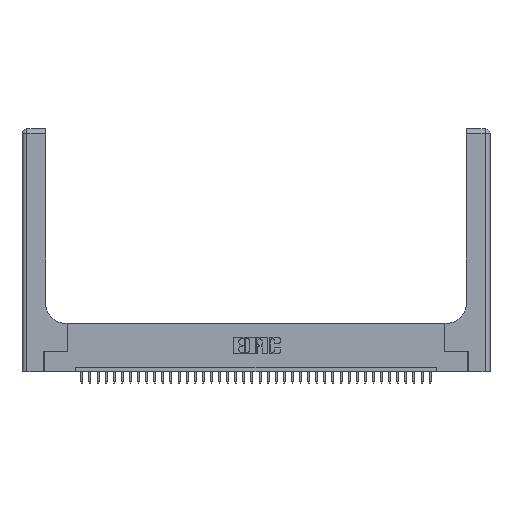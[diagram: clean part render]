
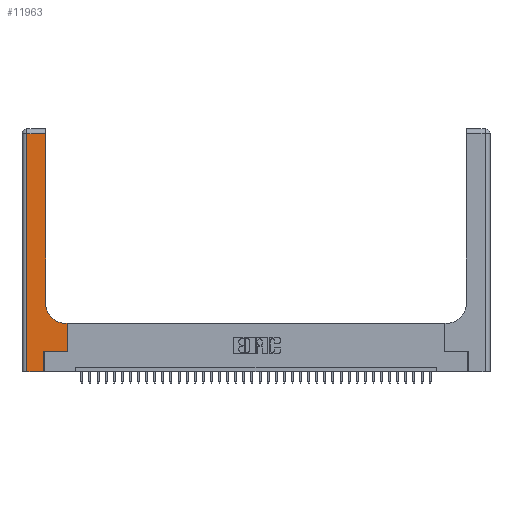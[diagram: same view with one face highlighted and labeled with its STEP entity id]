
A CAD part, top view. The second image highlights one B-rep face of the part: STEP entity #11963.
In plain terms, the highlighted planar face has unit normal (0, 0, 1).
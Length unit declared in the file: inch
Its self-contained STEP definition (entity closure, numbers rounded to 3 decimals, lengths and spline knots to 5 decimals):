
#353 = ORIENTED_EDGE ( 'NONE', *, *, #31862, .T. ) ;
#1069 = LINE ( 'NONE', #11754, #2427 ) ;
#1112 = ORIENTED_EDGE ( 'NONE', *, *, #32679, .T. ) ;
#1181 = VECTOR ( 'NONE', #8384, 39.37008 ) ;
#1376 = DIRECTION ( 'NONE',  ( 0., 1., 0. ) ) ;
#1925 = EDGE_CURVE ( 'NONE', #20606, #21967, #31662, .T. ) ;
#2372 = AXIS2_PLACEMENT_3D ( 'NONE', #21357, #6727, #30454 ) ;
#2427 = VECTOR ( 'NONE', #26020, 39.37008 ) ;
#2429 = EDGE_CURVE ( 'NONE', #21948, #22482, #34349, .T. ) ;
#2878 = CARTESIAN_POINT ( 'NONE',  ( 0.269, 0., 0.37 ) ) ;
#3619 = VECTOR ( 'NONE', #4175, 39.37008 ) ;
#4173 = ORIENTED_EDGE ( 'NONE', *, *, #31715, .T. ) ;
#4175 = DIRECTION ( 'NONE',  ( 0., 1., 0. ) ) ;
#4460 = CARTESIAN_POINT ( 'NONE',  ( 0.269, 0., 0.37 ) ) ;
#4896 = CARTESIAN_POINT ( 'NONE',  ( 0.06, 2.94, 0.37 ) ) ;
#5155 = DIRECTION ( 'NONE',  ( 0., 0., -1. ) ) ;
#5910 = VECTOR ( 'NONE', #22276, 39.37008 ) ;
#6085 = DIRECTION ( 'NONE',  ( 0., -1., 0. ) ) ;
#6346 = CARTESIAN_POINT ( 'NONE',  ( 0.06, 0., 0.37 ) ) ;
#6727 = DIRECTION ( 'NONE',  ( 0., 0., -1. ) ) ;
#8384 = DIRECTION ( 'NONE',  ( 0., 1., 0. ) ) ;
#9612 = ORIENTED_EDGE ( 'NONE', *, *, #36426, .T. ) ;
#10147 = LINE ( 'NONE', #14419, #33106 ) ;
#10413 = CARTESIAN_POINT ( 'NONE',  ( 0.2915, 0.6, 0.37 ) ) ;
#10680 = CARTESIAN_POINT ( 'NONE',  ( 0.5585, 0.6, 0.37 ) ) ;
#10972 = CARTESIAN_POINT ( 'NONE',  ( 0., 2.94, 0.37 ) ) ;
#11055 = DIRECTION ( 'NONE',  ( 1., 0., 0. ) ) ;
#11422 = ORIENTED_EDGE ( 'NONE', *, *, #37788, .T. ) ;
#11434 = EDGE_LOOP ( 'NONE', ( #9612, #353, #16359, #11422, #36254, #23986, #4173, #23899, #1112 ) ) ;
#11754 = CARTESIAN_POINT ( 'NONE',  ( 0., 0., 0.37 ) ) ;
#11963 = ADVANCED_FACE ( 'NONE', ( #15296 ), #18410, .F. ) ;
#13162 = CARTESIAN_POINT ( 'NONE',  ( 0.5585, 0.25, 0.37 ) ) ;
#13245 = VERTEX_POINT ( 'NONE', #26983 ) ;
#14419 = CARTESIAN_POINT ( 'NONE',  ( 0.06, 3., 0.37 ) ) ;
#14510 = CARTESIAN_POINT ( 'NONE',  ( 0.269, 0.25, 0.37 ) ) ;
#14803 = VERTEX_POINT ( 'NONE', #30585 ) ;
#15296 = FACE_OUTER_BOUND ( 'NONE', #11434, .T. ) ;
#16331 = CARTESIAN_POINT ( 'NONE',  ( 0.269, 0.25, 0.37 ) ) ;
#16359 = ORIENTED_EDGE ( 'NONE', *, *, #20315, .T. ) ;
#17064 = CARTESIAN_POINT ( 'NONE',  ( 0.5585, 0.25, 0.37 ) ) ;
#17789 = CARTESIAN_POINT ( 'NONE',  ( 0.5415, 0.6, 0.37 ) ) ;
#18410 = PLANE ( 'NONE',  #2372 ) ;
#18435 = CIRCLE ( 'NONE', #31780, 0.25 ) ;
#20315 = EDGE_CURVE ( 'NONE', #34282, #30472, #10147, .T. ) ;
#20591 = EDGE_CURVE ( 'NONE', #22482, #37108, #34915, .T. ) ;
#20606 = VERTEX_POINT ( 'NONE', #10680 ) ;
#21357 = CARTESIAN_POINT ( 'NONE',  ( 0., 3., 0.37 ) ) ;
#21418 = LINE ( 'NONE', #31971, #1181 ) ;
#21839 = DIRECTION ( 'NONE',  ( -1., 0., 0. ) ) ;
#21948 = VERTEX_POINT ( 'NONE', #2878 ) ;
#21967 = VERTEX_POINT ( 'NONE', #17789 ) ;
#21990 = LINE ( 'NONE', #10972, #5910 ) ;
#22276 = DIRECTION ( 'NONE',  ( -1., 0., 0. ) ) ;
#22482 = VERTEX_POINT ( 'NONE', #14510 ) ;
#22947 = VECTOR ( 'NONE', #21839, 39.37008 ) ;
#23899 = ORIENTED_EDGE ( 'NONE', *, *, #1925, .T. ) ;
#23986 = ORIENTED_EDGE ( 'NONE', *, *, #20591, .T. ) ;
#26020 = DIRECTION ( 'NONE',  ( 1., 0., 0. ) ) ;
#26983 = CARTESIAN_POINT ( 'NONE',  ( 0.2915, 0.85, 0.37 ) ) ;
#28386 = DIRECTION ( 'NONE',  ( 1., 0., 0. ) ) ;
#30454 = DIRECTION ( 'NONE',  ( -1., 0., 0. ) ) ;
#30472 = VERTEX_POINT ( 'NONE', #6346 ) ;
#30585 = CARTESIAN_POINT ( 'NONE',  ( 0.2915, 2.94, 0.37 ) ) ;
#31662 = LINE ( 'NONE', #10413, #22947 ) ;
#31715 = EDGE_CURVE ( 'NONE', #37108, #20606, #35761, .T. ) ;
#31780 = AXIS2_PLACEMENT_3D ( 'NONE', #37221, #5155, #11055 ) ;
#31862 = EDGE_CURVE ( 'NONE', #14803, #34282, #21990, .T. ) ;
#31971 = CARTESIAN_POINT ( 'NONE',  ( 0.2915, 3., 0.37 ) ) ;
#32518 = VECTOR ( 'NONE', #1376, 39.37008 ) ;
#32679 = EDGE_CURVE ( 'NONE', #21967, #13245, #18435, .T. ) ;
#33106 = VECTOR ( 'NONE', #6085, 39.37008 ) ;
#34282 = VERTEX_POINT ( 'NONE', #4896 ) ;
#34349 = LINE ( 'NONE', #4460, #32518 ) ;
#34915 = LINE ( 'NONE', #16331, #36290 ) ;
#35761 = LINE ( 'NONE', #13162, #3619 ) ;
#36254 = ORIENTED_EDGE ( 'NONE', *, *, #2429, .T. ) ;
#36290 = VECTOR ( 'NONE', #28386, 39.37008 ) ;
#36426 = EDGE_CURVE ( 'NONE', #13245, #14803, #21418, .T. ) ;
#37108 = VERTEX_POINT ( 'NONE', #17064 ) ;
#37221 = CARTESIAN_POINT ( 'NONE',  ( 0.5415, 0.85, 0.37 ) ) ;
#37788 = EDGE_CURVE ( 'NONE', #30472, #21948, #1069, .T. ) ;
